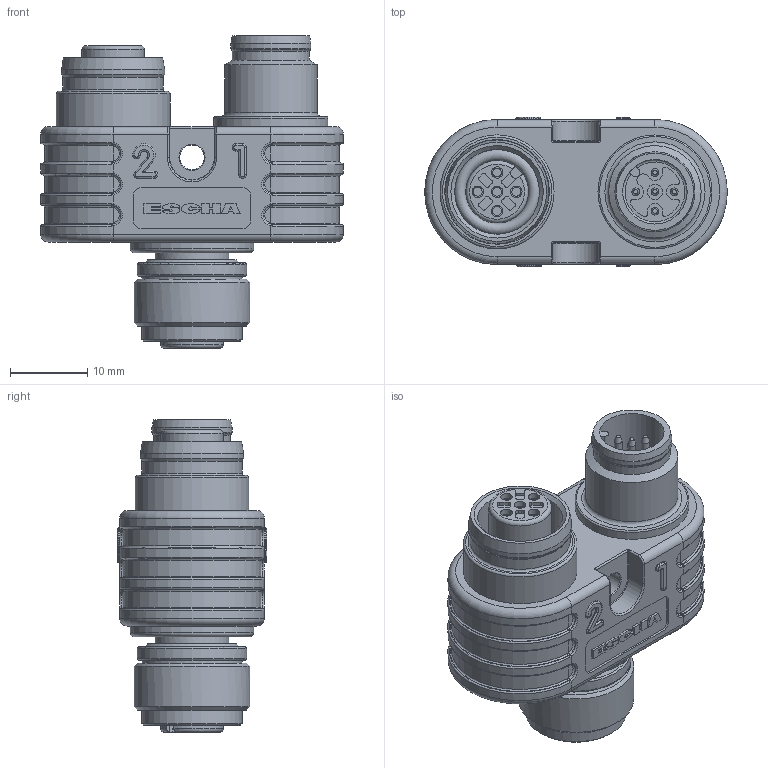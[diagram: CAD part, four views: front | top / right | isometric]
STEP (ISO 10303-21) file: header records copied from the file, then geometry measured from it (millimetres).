
FILE_DESCRIPTION(/* description */ (''),/* implementation_level */ '2;1');
FILE_NAME(/* name */ 'MB-FKM5-FSM5-FKM5.stp',/* time_stamp */ '2016-09-05T10:50:53+02:00',/* author */ (''),/* organization */ (''),/* preprocessor_version */ 'ST-DEVELOPER v16',/* originating_system */ 'SIEMENS PLM Software NX 10.0',/* authorisation */ '');
FILE_SCHEMA (('AUTOMOTIVE_DESIGN { 1 0 10303 214 3 1 1 1 }'));
Length unit declared in the file: millimetre
Products named in the file (1): MB-FKM5-FSM5-FKM5
Bounding box: 39.3 x 19.4 x 40.6 mm (x, y, z)
Volume: 13072.2 mm3; surface area: 6092.7 mm2
Topology: 1 solids, 1 shells, 621 faces, 1485 edges, 934 vertices
Faces by surface type: plane 243, cylinder 206, torus 89, bspline 55, cone 15, extrusion 13
Full cylindrical faces by diameter (mm): 1 x5, 1.1 x1, 1.15 x9, 1.5 x10, 2 x1, 3.2 x1, 8.375 x1, 9.6 x1, 10 x1, 10.369 x1, 10.4 x1, 10.92 x1, 11 x1, 12 x1, 12.3 x1, 13 x3, 13.4 x1, 14.25 x1, 14.8 x2, 15 x1, 16 x1
Entity records: 18801 total; most frequent: CARTESIAN_POINT 4774, DIRECTION 2983, ORIENTED_EDGE 2780, EDGE_CURVE 1390, AXIS2_PLACEMENT_3D 1169, VERTEX_POINT 914, EDGE_LOOP 764, VECTOR 645
